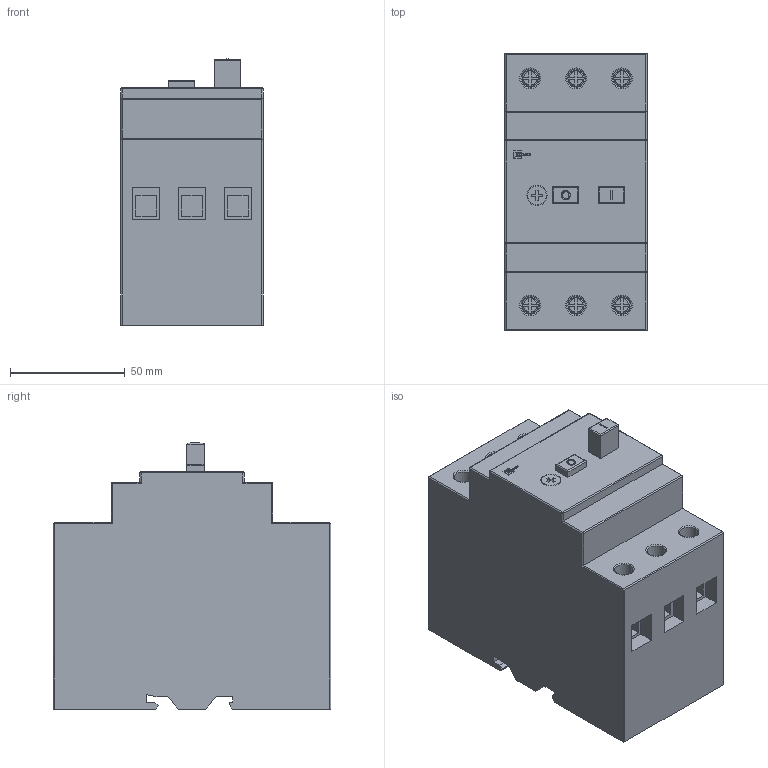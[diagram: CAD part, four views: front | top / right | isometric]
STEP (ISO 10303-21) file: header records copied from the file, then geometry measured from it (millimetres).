
FILE_DESCRIPTION (( 'STEP AP203' ), '1' );
FILE_NAME ('Àâòîìàò ïóñêà äâèãàòåëÿ ÀÏÄ-80 (apd3-16-25).STEP', '2018-09-04T05:51:54', ( '' ), ( '' ), 'SwSTEP 2.0', 'SolidWorks 2017', '' );
FILE_SCHEMA (( 'CONFIG_CONTROL_DESIGN' ));
Length unit declared in the file: millimetre
Products named in the file (1): Àâòîìàò ïóñêà äâèãàòåëÿ ÀÏÄ-80 (apd3-16-25)
Bounding box: 62 x 121 x 116.1 mm (x, y, z)
Volume: 682365.9 mm3; surface area: 58289.9 mm2
Topology: 1 solids, 1 shells, 398 faces, 1032 edges, 672 vertices
Faces by surface type: plane 272, cylinder 58, torus 38, bspline 26, sphere 4
Entity records: 13419 total; most frequent: CARTESIAN_POINT 3801, ORIENTED_EDGE 2056, DIRECTION 1836, EDGE_CURVE 1028, VECTOR 710, LINE 710, VERTEX_POINT 672, AXIS2_PLACEMENT_3D 563
